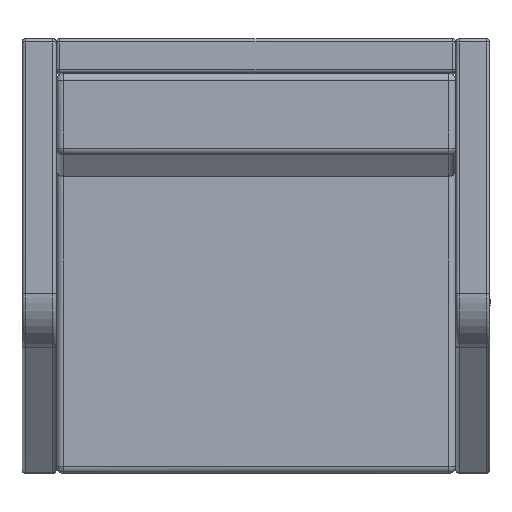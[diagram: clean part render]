
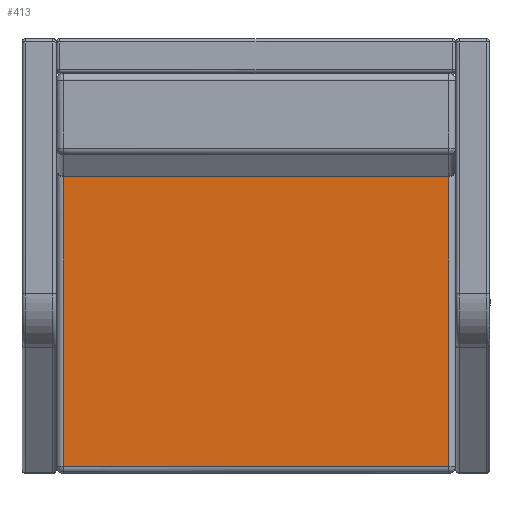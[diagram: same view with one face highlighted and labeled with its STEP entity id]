
A CAD part, top view. The second image highlights one B-rep face of the part: STEP entity #413.
In plain terms, the highlighted planar face has unit normal (0, 0, 1).
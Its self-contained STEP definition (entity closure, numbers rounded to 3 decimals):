
#413=ADVANCED_FACE('',(#618),#2673,.T.);
#618=FACE_OUTER_BOUND('',#823,.T.);
#823=EDGE_LOOP('',(#1129,#1130,#1131,#1132));
#1129=ORIENTED_EDGE('',*,*,#1861,.F.);
#1130=ORIENTED_EDGE('',*,*,#1862,.T.);
#1131=ORIENTED_EDGE('',*,*,#1863,.T.);
#1132=ORIENTED_EDGE('',*,*,#1860,.F.);
#1860=EDGE_CURVE('',#2454,#2455,#2269,.T.);
#1861=EDGE_CURVE('',#2456,#2454,#2270,.T.);
#1862=EDGE_CURVE('',#2456,#2457,#2271,.T.);
#1863=EDGE_CURVE('',#2457,#2455,#2272,.T.);
#2269=B_SPLINE_CURVE_WITH_KNOTS('',1,(#3392,#3393),.UNSPECIFIED.,.F.,.F.,
(2,2),(12.,688.),.UNSPECIFIED.);
#2270=B_SPLINE_CURVE_WITH_KNOTS('',1,(#3394,#3395),.UNSPECIFIED.,.F.,.F.,
(2,2),(12.,688.),.UNSPECIFIED.);
#2271=B_SPLINE_CURVE_WITH_KNOTS('',1,(#3396,#3397),.UNSPECIFIED.,.F.,.F.,
(2,2),(12.,688.),.UNSPECIFIED.);
#2272=B_SPLINE_CURVE_WITH_KNOTS('',1,(#3398,#3399),.UNSPECIFIED.,.F.,.F.,
(2,2),(12.,688.),.UNSPECIFIED.);
#2454=VERTEX_POINT('',#3364);
#2455=VERTEX_POINT('',#3365);
#2456=VERTEX_POINT('',#3366);
#2457=VERTEX_POINT('',#3367);
#2673=PLANE('',#2839);
#2839=AXIS2_PLACEMENT_3D('',#3167,#2922,$);
#2922=DIRECTION('',(0.,0.,1.));
#3167=CARTESIAN_POINT('',(60.,700.,420.));
#3364=CARTESIAN_POINT('',(748.,12.,420.));
#3365=CARTESIAN_POINT('',(72.,12.,420.));
#3366=CARTESIAN_POINT('',(748.,688.,420.));
#3367=CARTESIAN_POINT('',(72.,688.,420.));
#3392=CARTESIAN_POINT('',(748.,12.,420.));
#3393=CARTESIAN_POINT('',(72.,12.,420.));
#3394=CARTESIAN_POINT('',(748.,688.,420.));
#3395=CARTESIAN_POINT('',(748.,12.,420.));
#3396=CARTESIAN_POINT('',(748.,688.,420.));
#3397=CARTESIAN_POINT('',(72.,688.,420.));
#3398=CARTESIAN_POINT('',(72.,688.,420.));
#3399=CARTESIAN_POINT('',(72.,12.,420.));
